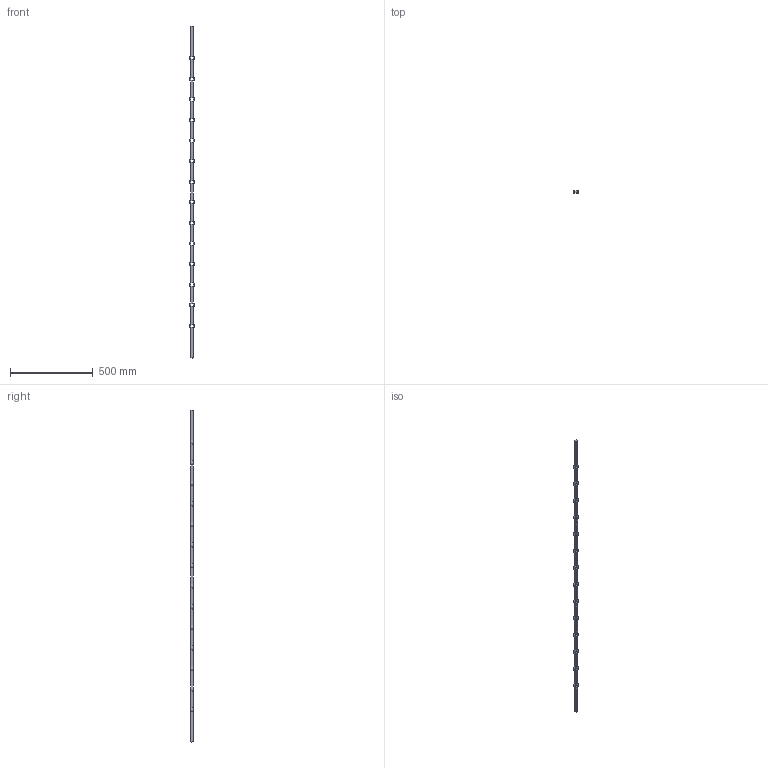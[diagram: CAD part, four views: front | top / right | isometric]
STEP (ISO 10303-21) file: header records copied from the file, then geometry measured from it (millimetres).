
FILE_DESCRIPTION (( 'STEP AP203' ), '1' );
FILE_NAME ('42-A-13.step', '2022-05-03T06:28:38', ( '' ), ( '' ), 'SwSTEP 2.0', 'SolidWorks 2018', '' );
FILE_SCHEMA (( 'CONFIG_CONTROL_DESIGN' ));
Length unit declared in the file: millimetre
Products named in the file (1): 42-A-13
Bounding box: 29.9 x 14 x 2000 mm (x, y, z)
Volume: 412901.5 mm3; surface area: 128726.4 mm2
Topology: 1 solids, 1 shells, 350 faces, 981 edges, 654 vertices
Faces by surface type: plane 234, bspline 88, cylinder 28
Entity records: 15006 total; most frequent: CARTESIAN_POINT 6394, ORIENTED_EDGE 1962, DIRECTION 1387, EDGE_CURVE 981, VECTOR 749, LINE 749, VERTEX_POINT 654, EDGE_LOOP 399
